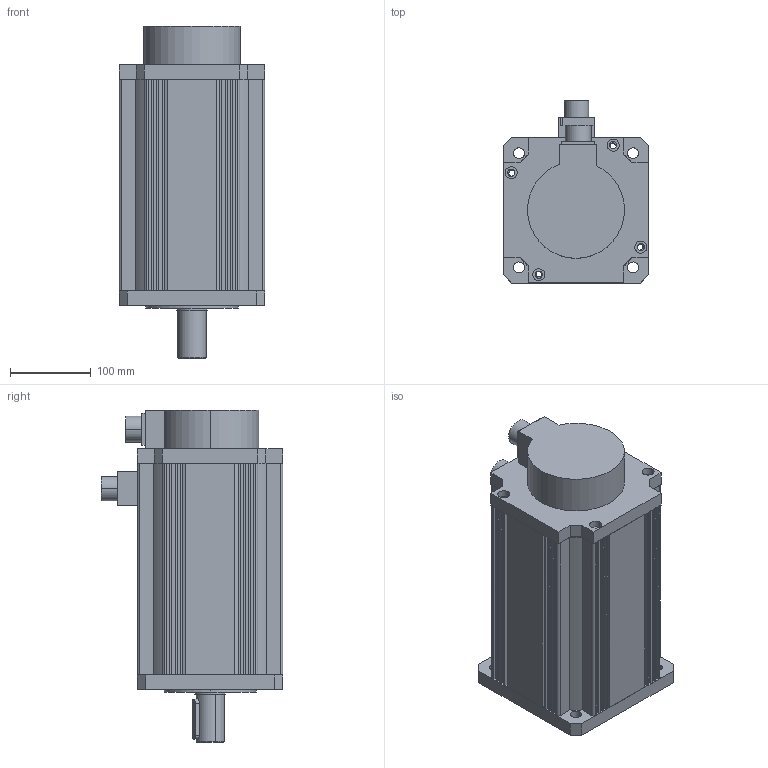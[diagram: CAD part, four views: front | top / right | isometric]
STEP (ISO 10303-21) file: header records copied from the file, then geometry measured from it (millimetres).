
FILE_DESCRIPTION (( 'STEP AP203' ), '1' );
FILE_NAME ('180蚾饜极-48N.STEP', '2017-06-06T08:24:23', ( '' ), ( '' ), 'SwSTEP 2.0', 'SolidWorks 2014', '' );
FILE_SCHEMA (( 'CONFIG_CONTROL_DESIGN' ));
Length unit declared in the file: millimetre
Products named in the file (9): 180bianmaqi; 180 hougai; 180qiangai; 130瑤脣2; 瑩10; 180蚾饜极-48N; 48N儂褲; 180蛌粣; 130瑤脣
Assembly tree (8 placements, depth 2):
  180蚾饜极-48N
    180 hougai
    48N儂褲
    180qiangai
    180bianmaqi
    130瑤脣2
    130瑤脣
    瑩10
    180蛌粣
Bounding box: 180 x 224.92 x 411 mm (x, y, z)
Volume: 3227522.8 mm3; surface area: 646251.1 mm2
Topology: 8 solids, 8 shells, 400 faces, 1022 edges, 674 vertices
Faces by surface type: plane 235, cylinder 155, cone 8, torus 2
Entity records: 13193 total; most frequent: CARTESIAN_POINT 2170, DIRECTION 2144, ORIENTED_EDGE 2028, EDGE_CURVE 1014, AXIS2_PLACEMENT_3D 722, VECTOR 700, LINE 700, VERTEX_POINT 674
